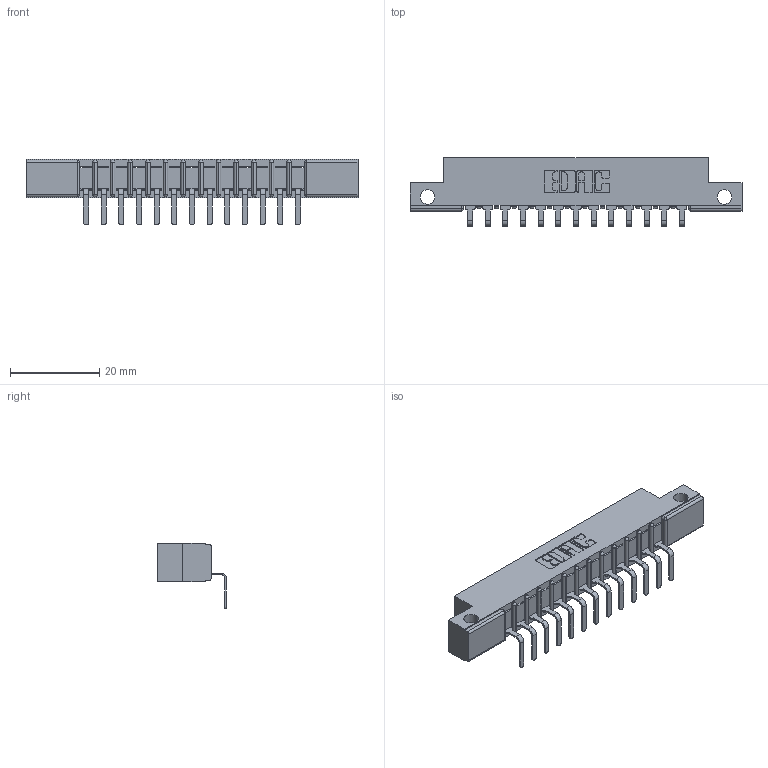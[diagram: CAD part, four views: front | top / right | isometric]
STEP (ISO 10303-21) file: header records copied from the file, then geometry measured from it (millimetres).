
FILE_DESCRIPTION (( 'STEP AP203' ), '1' );
FILE_NAME ('307-013-559-112.STEP', '2019-09-04T15:49:39', ( '' ), ( '' ), 'SwSTEP 2.0', 'SolidWorks 2016', '' );
FILE_SCHEMA (( 'CONFIG_CONTROL_DESIGN' ));
Length unit declared in the file: inch
Products named in the file (3): 307 Part_.128 Dia Side Mounting Holes; 307-013-559-112; 307-290-001_558 559 - 1 (Single)
Assembly tree (14 placements, depth 2):
  307-013-559-112
    307 Part_.128 Dia Side Mounting Holes
    307-290-001_558 559 - 1 (Single)  x13
Bounding box: 74.52 x 15.46 x 14.81 mm (x, y, z)
Volume: 4667.5 mm3; surface area: 6837.6 mm2
Topology: 14 solids, 14 shells, 912 faces, 2585 edges, 1666 vertices
Faces by surface type: plane 577, cylinder 307, sphere 28
Entity records: 14826 total; most frequent: CARTESIAN_POINT 2488, ORIENTED_EDGE 2474, DIRECTION 2437, EDGE_CURVE 1237, LINE 935, VECTOR 935, VERTEX_POINT 802, AXIS2_PLACEMENT_3D 751
